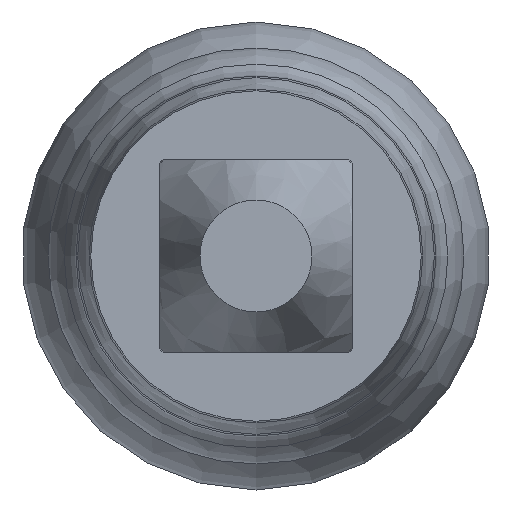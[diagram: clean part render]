
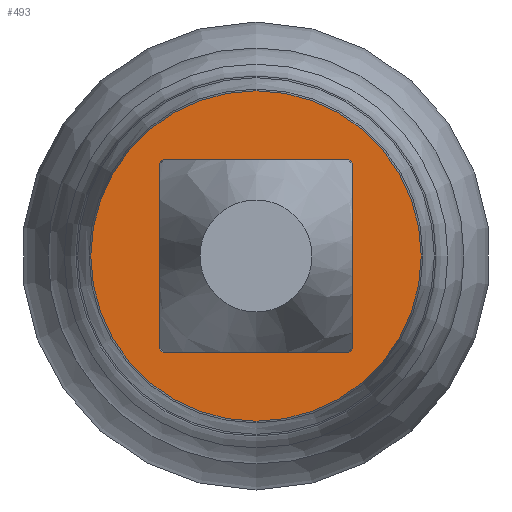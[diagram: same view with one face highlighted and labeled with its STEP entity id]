
A CAD part, left-side view. The second image highlights one B-rep face of the part: STEP entity #493.
In plain terms, the highlighted planar face has unit normal (-1, 0, 0).
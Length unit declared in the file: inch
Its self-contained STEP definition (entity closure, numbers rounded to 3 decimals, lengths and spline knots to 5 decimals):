
#1 = AXIS2_PLACEMENT_3D ( 'NONE', #425, #976, #808 ) ;
#21 = VERTEX_POINT ( 'NONE', #442 ) ;
#32 = DIRECTION ( 'NONE',  ( 0., 0., 1. ) ) ;
#35 = VECTOR ( 'NONE', #620, 39.37008 ) ;
#54 = CARTESIAN_POINT ( 'NONE',  ( 0., 0.01203, 0. ) ) ;
#55 = CARTESIAN_POINT ( 'NONE',  ( 0., 0.01153, 0.01153 ) ) ;
#65 = VERTEX_POINT ( 'NONE', #331 ) ;
#95 = PLANE ( 'NONE',  #780 ) ;
#133 = DIRECTION ( 'NONE',  ( -1., 0., 0. ) ) ;
#142 = CARTESIAN_POINT ( 'NONE',  ( 0., 0.01153, -0.01153 ) ) ;
#156 = EDGE_LOOP ( 'NONE', ( #656, #820, #745, #470, #421, #577, #475, #229 ) ) ;
#161 = VERTEX_POINT ( 'NONE', #888 ) ;
#163 = EDGE_CURVE ( 'NONE', #161, #898, #1082, .T. ) ;
#188 = DIRECTION ( 'NONE',  ( 0., 0., -1. ) ) ;
#203 = CIRCLE ( 'NONE', #454, 0.0005 ) ;
#204 = EDGE_CURVE ( 'NONE', #815, #21, #526, .T. ) ;
#210 = FACE_OUTER_BOUND ( 'NONE', #334, .T. ) ;
#214 = AXIS2_PLACEMENT_3D ( 'NONE', #409, #774, #1140 ) ;
#229 = ORIENTED_EDGE ( 'NONE', *, *, #1079, .F. ) ;
#235 = VECTOR ( 'NONE', #569, 39.37008 ) ;
#284 = LINE ( 'NONE', #377, #235 ) ;
#290 = DIRECTION ( 'NONE',  ( 1., 0., 0. ) ) ;
#331 = CARTESIAN_POINT ( 'NONE',  ( 0., -0.01203, 0.01153 ) ) ;
#334 = EDGE_LOOP ( 'NONE', ( #1042 ) ) ;
#356 = CARTESIAN_POINT ( 'NONE',  ( 0., 0.01153, 0.01203 ) ) ;
#362 = CARTESIAN_POINT ( 'NONE',  ( 0., 0.01153, -0.01203 ) ) ;
#377 = CARTESIAN_POINT ( 'NONE',  ( 0., 0.02065, -0.01203 ) ) ;
#409 = CARTESIAN_POINT ( 'NONE',  ( 0., 0., 0. ) ) ;
#410 = CIRCLE ( 'NONE', #214, 0.02065 ) ;
#418 = CARTESIAN_POINT ( 'NONE',  ( 0., 0.01203, -0.01153 ) ) ;
#420 = EDGE_CURVE ( 'NONE', #1123, #603, #1169, .T. ) ;
#421 = ORIENTED_EDGE ( 'NONE', *, *, #787, .F. ) ;
#425 = CARTESIAN_POINT ( 'NONE',  ( 0., -0.01153, 0.01153 ) ) ;
#431 = DIRECTION ( 'NONE',  ( 0., 0., -1. ) ) ;
#442 = CARTESIAN_POINT ( 'NONE',  ( 0., -0.01203, -0.01153 ) ) ;
#454 = AXIS2_PLACEMENT_3D ( 'NONE', #55, #133, #1058 ) ;
#457 = CARTESIAN_POINT ( 'NONE',  ( 0., -0.01153, -0.01153 ) ) ;
#461 = FACE_BOUND ( 'NONE', #156, .T. ) ;
#470 = ORIENTED_EDGE ( 'NONE', *, *, #420, .F. ) ;
#475 = ORIENTED_EDGE ( 'NONE', *, *, #204, .F. ) ;
#493 = ADVANCED_FACE ( 'NONE', ( #210, #461 ), #95, .F. ) ;
#498 = VERTEX_POINT ( 'NONE', #694 ) ;
#524 = DIRECTION ( 'NONE',  ( -1., 0., 0. ) ) ;
#526 = CIRCLE ( 'NONE', #1084, 0.0005 ) ;
#534 = CIRCLE ( 'NONE', #1, 0.0005 ) ;
#569 = DIRECTION ( 'NONE',  ( 0., -1., 0. ) ) ;
#577 = ORIENTED_EDGE ( 'NONE', *, *, #874, .F. ) ;
#595 = CARTESIAN_POINT ( 'NONE',  ( 0., 0.02065, 0.01203 ) ) ;
#603 = VERTEX_POINT ( 'NONE', #356 ) ;
#609 = VERTEX_POINT ( 'NONE', #362 ) ;
#615 = DIRECTION ( 'NONE',  ( 0., 0., -1. ) ) ;
#620 = DIRECTION ( 'NONE',  ( 0., 1., 0. ) ) ;
#645 = DIRECTION ( 'NONE',  ( -1., 0., 0. ) ) ;
#656 = ORIENTED_EDGE ( 'NONE', *, *, #738, .F. ) ;
#666 = CARTESIAN_POINT ( 'NONE',  ( 0., 0.02065, 0. ) ) ;
#690 = CARTESIAN_POINT ( 'NONE',  ( 0., -0.01153, -0.01203 ) ) ;
#694 = CARTESIAN_POINT ( 'NONE',  ( 0., 0., 0.02065 ) ) ;
#736 = CIRCLE ( 'NONE', #901, 0.0005 ) ;
#738 = EDGE_CURVE ( 'NONE', #898, #609, #736, .T. ) ;
#742 = CARTESIAN_POINT ( 'NONE',  ( 0., -0.01153, 0.01203 ) ) ;
#745 = ORIENTED_EDGE ( 'NONE', *, *, #861, .F. ) ;
#760 = DIRECTION ( 'NONE',  ( 0., 0., -1. ) ) ;
#774 = DIRECTION ( 'NONE',  ( -1., 0., 0. ) ) ;
#780 = AXIS2_PLACEMENT_3D ( 'NONE', #666, #290, #760 ) ;
#787 = EDGE_CURVE ( 'NONE', #65, #1123, #534, .T. ) ;
#801 = LINE ( 'NONE', #868, #953 ) ;
#808 = DIRECTION ( 'NONE',  ( 0., 0., -1. ) ) ;
#815 = VERTEX_POINT ( 'NONE', #690 ) ;
#820 = ORIENTED_EDGE ( 'NONE', *, *, #163, .F. ) ;
#861 = EDGE_CURVE ( 'NONE', #603, #161, #203, .T. ) ;
#868 = CARTESIAN_POINT ( 'NONE',  ( 0., -0.01203, 0. ) ) ;
#874 = EDGE_CURVE ( 'NONE', #21, #65, #801, .T. ) ;
#888 = CARTESIAN_POINT ( 'NONE',  ( 0., 0.01203, 0.01153 ) ) ;
#898 = VERTEX_POINT ( 'NONE', #418 ) ;
#901 = AXIS2_PLACEMENT_3D ( 'NONE', #142, #524, #615 ) ;
#903 = EDGE_CURVE ( 'NONE', #498, #498, #410, .T. ) ;
#933 = VECTOR ( 'NONE', #431, 39.37008 ) ;
#953 = VECTOR ( 'NONE', #32, 39.37008 ) ;
#976 = DIRECTION ( 'NONE',  ( -1., 0., 0. ) ) ;
#1042 = ORIENTED_EDGE ( 'NONE', *, *, #903, .T. ) ;
#1058 = DIRECTION ( 'NONE',  ( 0., 0., -1. ) ) ;
#1079 = EDGE_CURVE ( 'NONE', #609, #815, #284, .T. ) ;
#1082 = LINE ( 'NONE', #54, #933 ) ;
#1084 = AXIS2_PLACEMENT_3D ( 'NONE', #457, #645, #188 ) ;
#1123 = VERTEX_POINT ( 'NONE', #742 ) ;
#1140 = DIRECTION ( 'NONE',  ( 0., 0., 1. ) ) ;
#1169 = LINE ( 'NONE', #595, #35 ) ;
